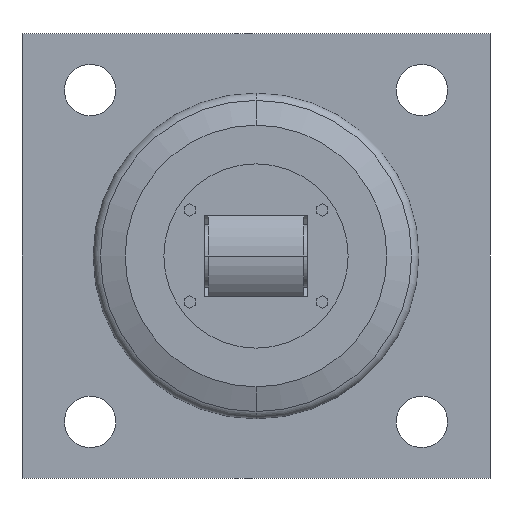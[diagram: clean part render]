
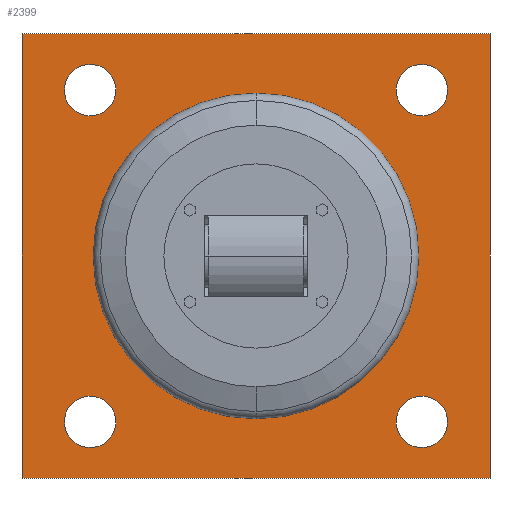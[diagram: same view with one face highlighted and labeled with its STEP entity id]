
A CAD part, left-side view. The second image highlights one B-rep face of the part: STEP entity #2399.
In plain terms, the highlighted planar face has unit normal (-1, 0, 0).
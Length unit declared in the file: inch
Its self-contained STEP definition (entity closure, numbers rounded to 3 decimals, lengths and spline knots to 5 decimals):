
#18 = VERTEX_POINT ( 'NONE', #117 ) ;
#61 = CIRCLE ( 'NONE', #2239, 0.27559 ) ;
#80 = VERTEX_POINT ( 'NONE', #607 ) ;
#117 = CARTESIAN_POINT ( 'NONE',  ( 1.732, 2.5, -2.375 ) ) ;
#133 = EDGE_LOOP ( 'NONE', ( #2266, #1572 ) ) ;
#137 = ORIENTED_EDGE ( 'NONE', *, *, #426, .F. ) ;
#172 = CARTESIAN_POINT ( 'NONE',  ( 1.732, -2.5, 2.375 ) ) ;
#200 = DIRECTION ( 'NONE',  ( 0., 0., 1. ) ) ;
#202 = CARTESIAN_POINT ( 'NONE',  ( 1.732, 1.77165, 2.04724 ) ) ;
#249 = CIRCLE ( 'NONE', #2778, 0.27559 ) ;
#293 = AXIS2_PLACEMENT_3D ( 'NONE', #2589, #1825, #1322 ) ;
#310 = FACE_OUTER_BOUND ( 'NONE', #1148, .T. ) ;
#327 = CIRCLE ( 'NONE', #2760, 0.27559 ) ;
#356 = CARTESIAN_POINT ( 'NONE',  ( 1.732, -2.5, 2.375 ) ) ;
#364 = EDGE_LOOP ( 'NONE', ( #2964, #1494 ) ) ;
#420 = EDGE_LOOP ( 'NONE', ( #1005, #2236 ) ) ;
#426 = EDGE_CURVE ( 'NONE', #80, #1064, #1308, .T. ) ;
#435 = CARTESIAN_POINT ( 'NONE',  ( 1.732, 1.77165, 1.77165 ) ) ;
#439 = CARTESIAN_POINT ( 'NONE',  ( 1.732, 2.5, -2.375 ) ) ;
#558 = VERTEX_POINT ( 'NONE', #172 ) ;
#574 = CARTESIAN_POINT ( 'NONE',  ( 1.732, -1.77165, 1.49606 ) ) ;
#584 = CARTESIAN_POINT ( 'NONE',  ( 1.732, 0., 0. ) ) ;
#606 = VERTEX_POINT ( 'NONE', #2456 ) ;
#607 = CARTESIAN_POINT ( 'NONE',  ( 1.732, 0., -0.88878 ) ) ;
#644 = EDGE_CURVE ( 'NONE', #859, #1490, #3250, .T. ) ;
#669 = DIRECTION ( 'NONE',  ( -1., 0., 0. ) ) ;
#702 = DIRECTION ( 'NONE',  ( 0., 0., 1. ) ) ;
#705 = LINE ( 'NONE', #439, #2253 ) ;
#735 = CARTESIAN_POINT ( 'NONE',  ( 1.732, -1.77165, -2.04724 ) ) ;
#805 = CARTESIAN_POINT ( 'NONE',  ( 1.732, -1.77165, -1.77165 ) ) ;
#806 = CARTESIAN_POINT ( 'NONE',  ( 1.732, -1.77165, 1.77165 ) ) ;
#808 = FACE_BOUND ( 'NONE', #364, .T. ) ;
#829 = CARTESIAN_POINT ( 'NONE',  ( 1.732, -2.5, -2.375 ) ) ;
#844 = DIRECTION ( 'NONE',  ( -1., 0., 0. ) ) ;
#846 = LINE ( 'NONE', #1157, #1498 ) ;
#859 = VERTEX_POINT ( 'NONE', #574 ) ;
#902 = DIRECTION ( 'NONE',  ( 0., -1., 0. ) ) ;
#926 = AXIS2_PLACEMENT_3D ( 'NONE', #1810, #1797, #2320 ) ;
#977 = AXIS2_PLACEMENT_3D ( 'NONE', #3171, #2717, #1434 ) ;
#984 = ORIENTED_EDGE ( 'NONE', *, *, #1619, .F. ) ;
#992 = EDGE_CURVE ( 'NONE', #606, #3148, #249, .T. ) ;
#1005 = ORIENTED_EDGE ( 'NONE', *, *, #1320, .F. ) ;
#1045 = EDGE_CURVE ( 'NONE', #1928, #558, #846, .T. ) ;
#1064 = VERTEX_POINT ( 'NONE', #1360 ) ;
#1148 = EDGE_LOOP ( 'NONE', ( #2981, #2379, #2686, #2421 ) ) ;
#1152 = DIRECTION ( 'NONE',  ( 0., 0., 1. ) ) ;
#1157 = CARTESIAN_POINT ( 'NONE',  ( 1.732, -2.5, -141.625 ) ) ;
#1163 = CARTESIAN_POINT ( 'NONE',  ( 1.732, -1.77165, -1.49606 ) ) ;
#1178 = VERTEX_POINT ( 'NONE', #2329 ) ;
#1190 = DIRECTION ( 'NONE',  ( -1., 0., 0. ) ) ;
#1236 = EDGE_CURVE ( 'NONE', #1490, #859, #61, .T. ) ;
#1308 = CIRCLE ( 'NONE', #3145, 0.88878 ) ;
#1320 = EDGE_CURVE ( 'NONE', #2699, #1665, #2843, .T. ) ;
#1322 = DIRECTION ( 'NONE',  ( 0., 0., 1. ) ) ;
#1325 = EDGE_CURVE ( 'NONE', #1178, #558, #2885, .T. ) ;
#1335 = CIRCLE ( 'NONE', #1866, 0.27559 ) ;
#1336 = FACE_BOUND ( 'NONE', #2896, .T. ) ;
#1360 = CARTESIAN_POINT ( 'NONE',  ( 1.732, 0., 0.88878 ) ) ;
#1368 = AXIS2_PLACEMENT_3D ( 'NONE', #3146, #1190, #1152 ) ;
#1418 = EDGE_LOOP ( 'NONE', ( #984, #137 ) ) ;
#1425 = VECTOR ( 'NONE', #902, 39.37008 ) ;
#1434 = DIRECTION ( 'NONE',  ( 0., 0., 1. ) ) ;
#1436 = DIRECTION ( 'NONE',  ( 0., 0., 1. ) ) ;
#1444 = LINE ( 'NONE', #1694, #3245 ) ;
#1490 = VERTEX_POINT ( 'NONE', #1618 ) ;
#1494 = ORIENTED_EDGE ( 'NONE', *, *, #992, .F. ) ;
#1498 = VECTOR ( 'NONE', #3152, 39.37008 ) ;
#1572 = ORIENTED_EDGE ( 'NONE', *, *, #644, .F. ) ;
#1581 = VERTEX_POINT ( 'NONE', #1163 ) ;
#1608 = FACE_BOUND ( 'NONE', #420, .T. ) ;
#1618 = CARTESIAN_POINT ( 'NONE',  ( 1.732, -1.77165, 2.04724 ) ) ;
#1619 = EDGE_CURVE ( 'NONE', #1064, #80, #3130, .T. ) ;
#1621 = DIRECTION ( 'NONE',  ( 0., 0., 1. ) ) ;
#1622 = FACE_BOUND ( 'NONE', #133, .T. ) ;
#1665 = VERTEX_POINT ( 'NONE', #2436 ) ;
#1694 = CARTESIAN_POINT ( 'NONE',  ( 1.732, 2.5, -141.625 ) ) ;
#1710 = EDGE_CURVE ( 'NONE', #18, #1928, #705, .T. ) ;
#1739 = CARTESIAN_POINT ( 'NONE',  ( 1.732, -1.77165, 1.77165 ) ) ;
#1797 = DIRECTION ( 'NONE',  ( -1., 0., 0. ) ) ;
#1810 = CARTESIAN_POINT ( 'NONE',  ( 1.732, -1.77165, -1.77165 ) ) ;
#1825 = DIRECTION ( 'NONE',  ( -1., 0., 0. ) ) ;
#1866 = AXIS2_PLACEMENT_3D ( 'NONE', #805, #2776, #2009 ) ;
#1867 = PLANE ( 'NONE',  #293 ) ;
#1928 = VERTEX_POINT ( 'NONE', #829 ) ;
#2009 = DIRECTION ( 'NONE',  ( 0., 0., 1. ) ) ;
#2062 = DIRECTION ( 'NONE',  ( 0., 0., 1. ) ) ;
#2064 = EDGE_CURVE ( 'NONE', #18, #1178, #1444, .T. ) ;
#2092 = DIRECTION ( 'NONE',  ( -1., 0., 0. ) ) ;
#2112 = DIRECTION ( 'NONE',  ( -1., 0., 0. ) ) ;
#2130 = FACE_BOUND ( 'NONE', #1418, .T. ) ;
#2208 = AXIS2_PLACEMENT_3D ( 'NONE', #1739, #2685, #1436 ) ;
#2236 = ORIENTED_EDGE ( 'NONE', *, *, #2690, .F. ) ;
#2239 = AXIS2_PLACEMENT_3D ( 'NONE', #806, #2112, #1621 ) ;
#2253 = VECTOR ( 'NONE', #2454, 39.37008 ) ;
#2266 = ORIENTED_EDGE ( 'NONE', *, *, #1236, .F. ) ;
#2280 = ORIENTED_EDGE ( 'NONE', *, *, #2866, .F. ) ;
#2320 = DIRECTION ( 'NONE',  ( 0., 0., 1. ) ) ;
#2329 = CARTESIAN_POINT ( 'NONE',  ( 1.732, 2.5, 2.375 ) ) ;
#2351 = DIRECTION ( 'NONE',  ( 0., 0., 1. ) ) ;
#2379 = ORIENTED_EDGE ( 'NONE', *, *, #1045, .T. ) ;
#2399 = ADVANCED_FACE ( 'NONE', ( #808, #1336, #1622, #1608, #2130, #310 ), #1867, .T. ) ;
#2421 = ORIENTED_EDGE ( 'NONE', *, *, #2064, .F. ) ;
#2436 = CARTESIAN_POINT ( 'NONE',  ( 1.732, 1.77165, 1.49606 ) ) ;
#2454 = DIRECTION ( 'NONE',  ( 0., -1., 0. ) ) ;
#2456 = CARTESIAN_POINT ( 'NONE',  ( 1.732, 1.77165, -2.04724 ) ) ;
#2561 = CARTESIAN_POINT ( 'NONE',  ( 1.732, 1.77165, -1.77165 ) ) ;
#2589 = CARTESIAN_POINT ( 'NONE',  ( 1.732, -2.5, -141.625 ) ) ;
#2654 = CIRCLE ( 'NONE', #926, 0.27559 ) ;
#2685 = DIRECTION ( 'NONE',  ( -1., 0., 0. ) ) ;
#2686 = ORIENTED_EDGE ( 'NONE', *, *, #1325, .F. ) ;
#2690 = EDGE_CURVE ( 'NONE', #1665, #2699, #3036, .T. ) ;
#2699 = VERTEX_POINT ( 'NONE', #202 ) ;
#2703 = VERTEX_POINT ( 'NONE', #735 ) ;
#2717 = DIRECTION ( 'NONE',  ( -1., 0., 0. ) ) ;
#2760 = AXIS2_PLACEMENT_3D ( 'NONE', #2561, #3251, #3067 ) ;
#2768 = CARTESIAN_POINT ( 'NONE',  ( 1.732, 1.77165, -1.77165 ) ) ;
#2776 = DIRECTION ( 'NONE',  ( -1., 0., 0. ) ) ;
#2778 = AXIS2_PLACEMENT_3D ( 'NONE', #2768, #2092, #2062 ) ;
#2791 = CARTESIAN_POINT ( 'NONE',  ( 1.732, 1.77165, -1.49606 ) ) ;
#2843 = CIRCLE ( 'NONE', #1368, 0.27559 ) ;
#2866 = EDGE_CURVE ( 'NONE', #1581, #2703, #2654, .T. ) ;
#2885 = LINE ( 'NONE', #356, #1425 ) ;
#2896 = EDGE_LOOP ( 'NONE', ( #2280, #3237 ) ) ;
#2964 = ORIENTED_EDGE ( 'NONE', *, *, #3102, .F. ) ;
#2981 = ORIENTED_EDGE ( 'NONE', *, *, #1710, .T. ) ;
#3036 = CIRCLE ( 'NONE', #3247, 0.27559 ) ;
#3067 = DIRECTION ( 'NONE',  ( 0., 0., 1. ) ) ;
#3102 = EDGE_CURVE ( 'NONE', #3148, #606, #327, .T. ) ;
#3130 = CIRCLE ( 'NONE', #977, 0.88878 ) ;
#3145 = AXIS2_PLACEMENT_3D ( 'NONE', #584, #844, #2351 ) ;
#3146 = CARTESIAN_POINT ( 'NONE',  ( 1.732, 1.77165, 1.77165 ) ) ;
#3148 = VERTEX_POINT ( 'NONE', #2791 ) ;
#3152 = DIRECTION ( 'NONE',  ( 0., 0., 1. ) ) ;
#3159 = EDGE_CURVE ( 'NONE', #2703, #1581, #1335, .T. ) ;
#3171 = CARTESIAN_POINT ( 'NONE',  ( 1.732, 0., 0. ) ) ;
#3237 = ORIENTED_EDGE ( 'NONE', *, *, #3159, .F. ) ;
#3245 = VECTOR ( 'NONE', #200, 39.37008 ) ;
#3247 = AXIS2_PLACEMENT_3D ( 'NONE', #435, #669, #702 ) ;
#3250 = CIRCLE ( 'NONE', #2208, 0.27559 ) ;
#3251 = DIRECTION ( 'NONE',  ( -1., 0., 0. ) ) ;
